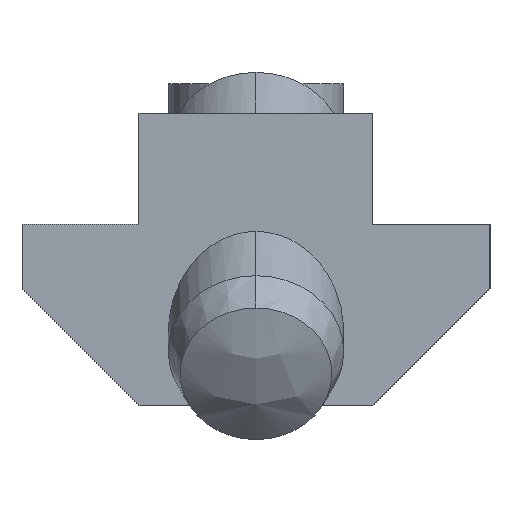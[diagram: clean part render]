
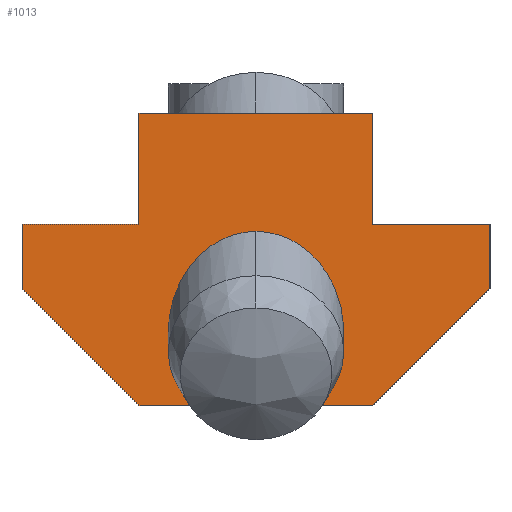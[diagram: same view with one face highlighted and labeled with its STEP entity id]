
A CAD part, left-side view. The second image highlights one B-rep face of the part: STEP entity #1013.
In plain terms, the highlighted planar face has unit normal (-1, 0, 0).
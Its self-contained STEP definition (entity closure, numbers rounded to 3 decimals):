
#8 = CARTESIAN_POINT ( 'NONE',  ( -25., 8., -1. ) ) ;
#40 = CARTESIAN_POINT ( 'NONE',  ( -25., 8., -0.058 ) ) ;
#49 = LINE ( 'NONE', #271, #1000 ) ;
#51 = VERTEX_POINT ( 'NONE', #1030 ) ;
#61 = LINE ( 'NONE', #358, #545 ) ;
#66 = CARTESIAN_POINT ( 'NONE',  ( -25., 0., -0.058 ) ) ;
#67 = VERTEX_POINT ( 'NONE', #215 ) ;
#85 = DIRECTION ( 'NONE',  ( 0., -1., 0. ) ) ;
#111 = FACE_OUTER_BOUND ( 'NONE', #774, .T. ) ;
#114 = VERTEX_POINT ( 'NONE', #856 ) ;
#117 = ORIENTED_EDGE ( 'NONE', *, *, #568, .F. ) ;
#118 = DIRECTION ( 'NONE',  ( 0., 0., 1. ) ) ;
#126 = CARTESIAN_POINT ( 'NONE',  ( -25., -4.374, -2.45 ) ) ;
#152 = LINE ( 'NONE', #778, #837 ) ;
#180 = VECTOR ( 'NONE', #653, 1000. ) ;
#186 = CARTESIAN_POINT ( 'NONE',  ( -25., 0., 5. ) ) ;
#199 = CARTESIAN_POINT ( 'NONE',  ( -25., -4., -0.058 ) ) ;
#206 = CARTESIAN_POINT ( 'NONE',  ( -25., 0., 0.959 ) ) ;
#209 = CARTESIAN_POINT ( 'NONE',  ( -25., 4., -5. ) ) ;
#215 = CARTESIAN_POINT ( 'NONE',  ( -25., -8., 1.2 ) ) ;
#222 = EDGE_CURVE ( 'NONE', #67, #423, #1038, .T. ) ;
#231 = ORIENTED_EDGE ( 'NONE', *, *, #1020, .F. ) ;
#254 = EDGE_CURVE ( 'NONE', #639, #421, #744, .T. ) ;
#264 = VERTEX_POINT ( 'NONE', #412 ) ;
#271 = CARTESIAN_POINT ( 'NONE',  ( -25., 4., -0.058 ) ) ;
#273 = VERTEX_POINT ( 'NONE', #492 ) ;
#277 = DIRECTION ( 'NONE',  ( 0., 0.707, -0.707 ) ) ;
#281 = VECTOR ( 'NONE', #277, 1000. ) ;
#291 = DIRECTION ( 'NONE',  ( 0., 0., -1. ) ) ;
#315 = EDGE_CURVE ( 'NONE', #114, #273, #431, .T. ) ;
#337 = CARTESIAN_POINT ( 'NONE',  ( -25., 8., 1.2 ) ) ;
#342 = CARTESIAN_POINT ( 'NONE',  ( -25., 4., 1.2 ) ) ;
#343 = VERTEX_POINT ( 'NONE', #686 ) ;
#358 = CARTESIAN_POINT ( 'NONE',  ( -25., 0., 1.2 ) ) ;
#367 = DIRECTION ( 'NONE',  ( 0., 0., 1. ) ) ;
#412 = CARTESIAN_POINT ( 'NONE',  ( -25., 4., -5. ) ) ;
#421 = VERTEX_POINT ( 'NONE', #337 ) ;
#423 = VERTEX_POINT ( 'NONE', #610 ) ;
#426 = CARTESIAN_POINT ( 'NONE',  ( -25., 2.082, -5. ) ) ;
#431 = LINE ( 'NONE', #504, #1001 ) ;
#448 =( BOUNDED_CURVE ( )  B_SPLINE_CURVE ( 3, ( #1155, #711, #785, #426 ),
 .UNSPECIFIED., .F., .T. ) 
 B_SPLINE_CURVE_WITH_KNOTS ( ( 4, 4 ),
 ( 0., 2.375 ),
 .UNSPECIFIED. ) 
 CURVE ( )  GEOMETRIC_REPRESENTATION_ITEM ( )  RATIONAL_B_SPLINE_CURVE ( ( 1., 0.583, 0.583, 1. ) ) 
 REPRESENTATION_ITEM ( '' )  );
#477 = VERTEX_POINT ( 'NONE', #342 ) ;
#478 = ORIENTED_EDGE ( 'NONE', *, *, #927, .F. ) ;
#492 = CARTESIAN_POINT ( 'NONE',  ( -25., -2.082, -5. ) ) ;
#499 = EDGE_CURVE ( 'NONE', #421, #477, #61, .T. ) ;
#504 = CARTESIAN_POINT ( 'NONE',  ( -25., 4., -5. ) ) ;
#517 = VECTOR ( 'NONE', #945, 1000. ) ;
#530 = VECTOR ( 'NONE', #587, 1000. ) ;
#545 = VECTOR ( 'NONE', #85, 1000. ) ;
#549 = VERTEX_POINT ( 'NONE', #1090 ) ;
#554 = ORIENTED_EDGE ( 'NONE', *, *, #499, .F. ) ;
#556 = CARTESIAN_POINT ( 'NONE',  ( -25., 0., 1.2 ) ) ;
#558 = EDGE_CURVE ( 'NONE', #423, #114, #1022, .T. ) ;
#568 = EDGE_CURVE ( 'NONE', #477, #51, #49, .T. ) ;
#569 = ORIENTED_EDGE ( 'NONE', *, *, #315, .F. ) ;
#587 = DIRECTION ( 'NONE',  ( 0., 1., 0. ) ) ;
#596 = CARTESIAN_POINT ( 'NONE',  ( -25., -2.082, -5. ) ) ;
#601 = DIRECTION ( 'NONE',  ( 0., 1., 0. ) ) ;
#610 = CARTESIAN_POINT ( 'NONE',  ( -25., -8., -1. ) ) ;
#613 = EDGE_CURVE ( 'NONE', #623, #67, #632, .T. ) ;
#623 = VERTEX_POINT ( 'NONE', #752 ) ;
#628 = EDGE_CURVE ( 'NONE', #51, #343, #646, .T. ) ;
#632 = LINE ( 'NONE', #556, #180 ) ;
#639 = VERTEX_POINT ( 'NONE', #8 ) ;
#646 = LINE ( 'NONE', #186, #724 ) ;
#650 = ORIENTED_EDGE ( 'NONE', *, *, #1008, .F. ) ;
#653 = DIRECTION ( 'NONE',  ( 0., -1., 0. ) ) ;
#673 = CARTESIAN_POINT ( 'NONE',  ( -25., -3.183, 0.959 ) ) ;
#686 = CARTESIAN_POINT ( 'NONE',  ( -25., -4., 5. ) ) ;
#702 = PLANE ( 'NONE',  #914 ) ;
#705 = DIRECTION ( 'NONE',  ( 1., 0., 0. ) ) ;
#711 = CARTESIAN_POINT ( 'NONE',  ( -25., 3.183, 0.959 ) ) ;
#724 = VECTOR ( 'NONE', #1014, 1000. ) ;
#742 = LINE ( 'NONE', #199, #754 ) ;
#744 = LINE ( 'NONE', #40, #1122 ) ;
#752 = CARTESIAN_POINT ( 'NONE',  ( -25., -4., 1.2 ) ) ;
#754 = VECTOR ( 'NONE', #291, 1000. ) ;
#758 = ORIENTED_EDGE ( 'NONE', *, *, #222, .F. ) ;
#763 = EDGE_CURVE ( 'NONE', #549, #264, #782, .T. ) ;
#774 = EDGE_LOOP ( 'NONE', ( #1025, #117, #554, #969, #989, #981, #231, #478, #569, #803, #758, #1125, #650 ) ) ;
#778 = CARTESIAN_POINT ( 'NONE',  ( -25., 4., -5. ) ) ;
#782 = LINE ( 'NONE', #209, #530 ) ;
#785 = CARTESIAN_POINT ( 'NONE',  ( -25., 4.374, -2.45 ) ) ;
#797 = DIRECTION ( 'NONE',  ( 0., 0., -1. ) ) ;
#803 = ORIENTED_EDGE ( 'NONE', *, *, #558, .F. ) ;
#837 = VECTOR ( 'NONE', #1053, 1000. ) ;
#856 = CARTESIAN_POINT ( 'NONE',  ( -25., -4., -5. ) ) ;
#857 = VERTEX_POINT ( 'NONE', #884 ) ;
#884 = CARTESIAN_POINT ( 'NONE',  ( -25., 0., 0.959 ) ) ;
#914 = AXIS2_PLACEMENT_3D ( 'NONE', #66, #705, #797 ) ;
#927 = EDGE_CURVE ( 'NONE', #273, #857, #1146, .T. ) ;
#936 = CARTESIAN_POINT ( 'NONE',  ( -25., -8., -1. ) ) ;
#940 = CARTESIAN_POINT ( 'NONE',  ( -25., -8., -0.058 ) ) ;
#945 = DIRECTION ( 'NONE',  ( 0., 0., -1. ) ) ;
#969 = ORIENTED_EDGE ( 'NONE', *, *, #254, .F. ) ;
#971 = EDGE_CURVE ( 'NONE', #264, #639, #152, .T. ) ;
#981 = ORIENTED_EDGE ( 'NONE', *, *, #763, .F. ) ;
#989 = ORIENTED_EDGE ( 'NONE', *, *, #971, .F. ) ;
#1000 = VECTOR ( 'NONE', #367, 1000. ) ;
#1001 = VECTOR ( 'NONE', #601, 1000. ) ;
#1008 = EDGE_CURVE ( 'NONE', #343, #623, #742, .T. ) ;
#1013 = ADVANCED_FACE ( 'NONE', ( #111 ), #702, .F. ) ;
#1014 = DIRECTION ( 'NONE',  ( 0., -1., 0. ) ) ;
#1020 = EDGE_CURVE ( 'NONE', #857, #549, #448, .T. ) ;
#1022 = LINE ( 'NONE', #936, #281 ) ;
#1025 = ORIENTED_EDGE ( 'NONE', *, *, #628, .F. ) ;
#1030 = CARTESIAN_POINT ( 'NONE',  ( -25., 4., 5. ) ) ;
#1038 = LINE ( 'NONE', #940, #517 ) ;
#1053 = DIRECTION ( 'NONE',  ( 0., 0.707, 0.707 ) ) ;
#1090 = CARTESIAN_POINT ( 'NONE',  ( -25., 2.082, -5. ) ) ;
#1122 = VECTOR ( 'NONE', #118, 1000. ) ;
#1125 = ORIENTED_EDGE ( 'NONE', *, *, #613, .F. ) ;
#1146 =( BOUNDED_CURVE ( )  B_SPLINE_CURVE ( 3, ( #596, #126, #673, #206 ),
 .UNSPECIFIED., .F., .T. ) 
 B_SPLINE_CURVE_WITH_KNOTS ( ( 4, 4 ),
 ( 3.908, 6.283 ),
 .UNSPECIFIED. ) 
 CURVE ( )  GEOMETRIC_REPRESENTATION_ITEM ( )  RATIONAL_B_SPLINE_CURVE ( ( 1., 0.583, 0.583, 1. ) ) 
 REPRESENTATION_ITEM ( '' )  );
#1155 = CARTESIAN_POINT ( 'NONE',  ( -25., 0., 0.959 ) ) ;
